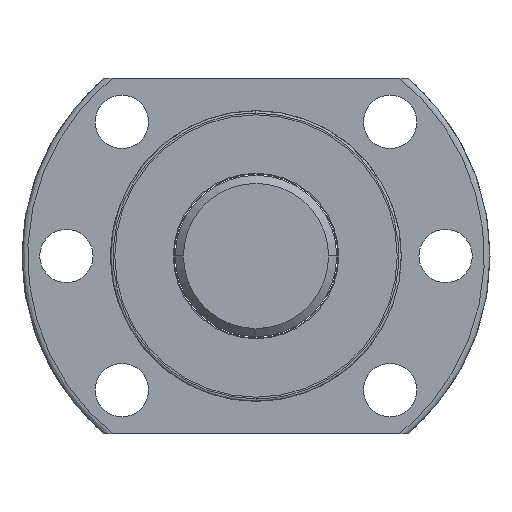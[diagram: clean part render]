
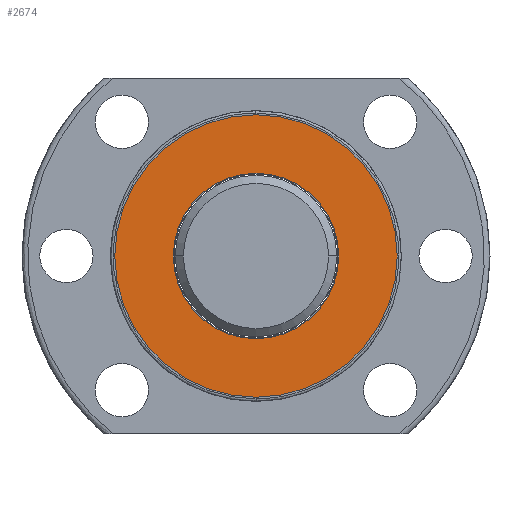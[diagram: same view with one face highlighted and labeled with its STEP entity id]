
A CAD part, left-side view. The second image highlights one B-rep face of the part: STEP entity #2674.
In plain terms, the highlighted planar face has unit normal (-1, 0, 0).
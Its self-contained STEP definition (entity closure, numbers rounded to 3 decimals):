
#1068 = CARTESIAN_POINT ( 'NONE',  ( -30., 0., 0. ) ) ;
#1979 = CARTESIAN_POINT ( 'NONE',  ( -30., 0., -17.5 ) ) ;
#2235 = EDGE_CURVE ( 'NONE', #16555, #15377, #12906, .T. ) ;
#2651 = AXIS2_PLACEMENT_3D ( 'NONE', #12814, #5479, #3543 ) ;
#2674 = ADVANCED_FACE ( 'NONE', ( #19326, #12019 ), #12665, .T. ) ;
#2948 = EDGE_CURVE ( 'NONE', #15377, #16555, #6788, .T. ) ;
#2957 = CIRCLE ( 'NONE', #16429, 10.25 ) ;
#2961 = VERTEX_POINT ( 'NONE', #9067 ) ;
#3394 = DIRECTION ( 'NONE',  ( -1., 0., 0. ) ) ;
#3543 = DIRECTION ( 'NONE',  ( 0., 0., -1. ) ) ;
#3745 = EDGE_CURVE ( 'NONE', #2961, #5268, #10557, .T. ) ;
#4013 = CARTESIAN_POINT ( 'NONE',  ( -30., 0., 0. ) ) ;
#4535 = EDGE_CURVE ( 'NONE', #5268, #2961, #2957, .T. ) ;
#4893 = DIRECTION ( 'NONE',  ( 0., 0., -1. ) ) ;
#5007 = ORIENTED_EDGE ( 'NONE', *, *, #2235, .T. ) ;
#5268 = VERTEX_POINT ( 'NONE', #17247 ) ;
#5479 = DIRECTION ( 'NONE',  ( 1., 0., 0. ) ) ;
#6788 = CIRCLE ( 'NONE', #14823, 17.5 ) ;
#7818 = DIRECTION ( 'NONE',  ( -1., 0., 0. ) ) ;
#7928 = EDGE_LOOP ( 'NONE', ( #18708, #5007 ) ) ;
#8544 = DIRECTION ( 'NONE',  ( 0., 0., -1. ) ) ;
#8848 = CARTESIAN_POINT ( 'NONE',  ( -30., 0., 0. ) ) ;
#9067 = CARTESIAN_POINT ( 'NONE',  ( -30., 0., -10.25 ) ) ;
#10557 = CIRCLE ( 'NONE', #2651, 10.25 ) ;
#10885 = DIRECTION ( 'NONE',  ( 0., 0., 1. ) ) ;
#11398 = EDGE_LOOP ( 'NONE', ( #13325, #19806 ) ) ;
#11771 = CARTESIAN_POINT ( 'NONE',  ( -30., 0., 17.5 ) ) ;
#12019 = FACE_OUTER_BOUND ( 'NONE', #7928, .T. ) ;
#12665 = PLANE ( 'NONE',  #20449 ) ;
#12814 = CARTESIAN_POINT ( 'NONE',  ( -30., 0., 0. ) ) ;
#12906 = CIRCLE ( 'NONE', #15743, 17.5 ) ;
#13325 = ORIENTED_EDGE ( 'NONE', *, *, #3745, .T. ) ;
#14823 = AXIS2_PLACEMENT_3D ( 'NONE', #4013, #7818, #22995 ) ;
#15377 = VERTEX_POINT ( 'NONE', #1979 ) ;
#15743 = AXIS2_PLACEMENT_3D ( 'NONE', #1068, #17836, #4893 ) ;
#16429 = AXIS2_PLACEMENT_3D ( 'NONE', #21508, #17902, #8544 ) ;
#16555 = VERTEX_POINT ( 'NONE', #11771 ) ;
#17247 = CARTESIAN_POINT ( 'NONE',  ( -30., 0., 10.25 ) ) ;
#17836 = DIRECTION ( 'NONE',  ( -1., 0., 0. ) ) ;
#17902 = DIRECTION ( 'NONE',  ( 1., 0., 0. ) ) ;
#18708 = ORIENTED_EDGE ( 'NONE', *, *, #2948, .T. ) ;
#19326 = FACE_BOUND ( 'NONE', #11398, .T. ) ;
#19806 = ORIENTED_EDGE ( 'NONE', *, *, #4535, .T. ) ;
#20449 = AXIS2_PLACEMENT_3D ( 'NONE', #8848, #3394, #10885 ) ;
#21508 = CARTESIAN_POINT ( 'NONE',  ( -30., 0., 0. ) ) ;
#22995 = DIRECTION ( 'NONE',  ( 0., 0., -1. ) ) ;
